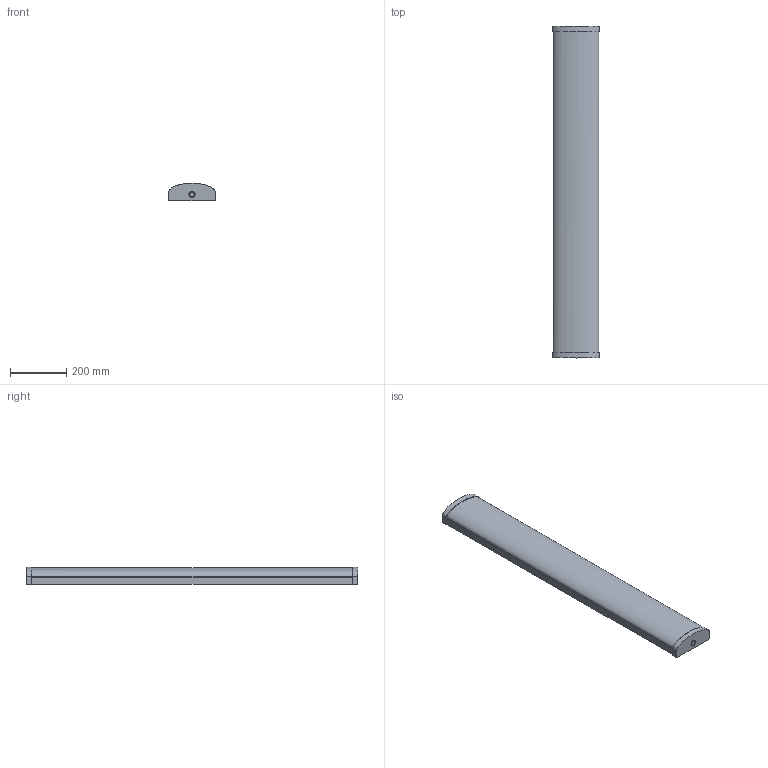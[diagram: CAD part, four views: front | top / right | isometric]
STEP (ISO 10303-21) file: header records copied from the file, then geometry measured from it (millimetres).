
FILE_DESCRIPTION (( 'STEP AP214' ), '1' );
FILE_NAME ('LN SF IP44 G2 1200.STEP', '2022-11-30T07:53:05', ( '' ), ( '' ), 'SwSTEP 2.0', 'SolidWorks 2020', '' );
FILE_SCHEMA (( 'AUTOMOTIVE_DESIGN' ));
Length unit declared in the file: millimetre
Products named in the file (1): LN SF IP44 G2 1200
Bounding box: 165 x 1178 x 63 mm (x, y, z)
Volume: 4842603.6 mm3; surface area: 910859.9 mm2
Topology: 2 solids, 2 shells, 42 faces, 96 edges, 64 vertices
Faces by surface type: plane 34, bspline 4, cylinder 4
Full cylindrical faces by diameter (mm): 15.987 x2, 22 x2
Entity records: 2723 total; most frequent: CARTESIAN_POINT 1759, ORIENTED_EDGE 184, DIRECTION 170, EDGE_CURVE 92, VECTOR 76, LINE 76, VERTEX_POINT 64, EDGE_LOOP 52
